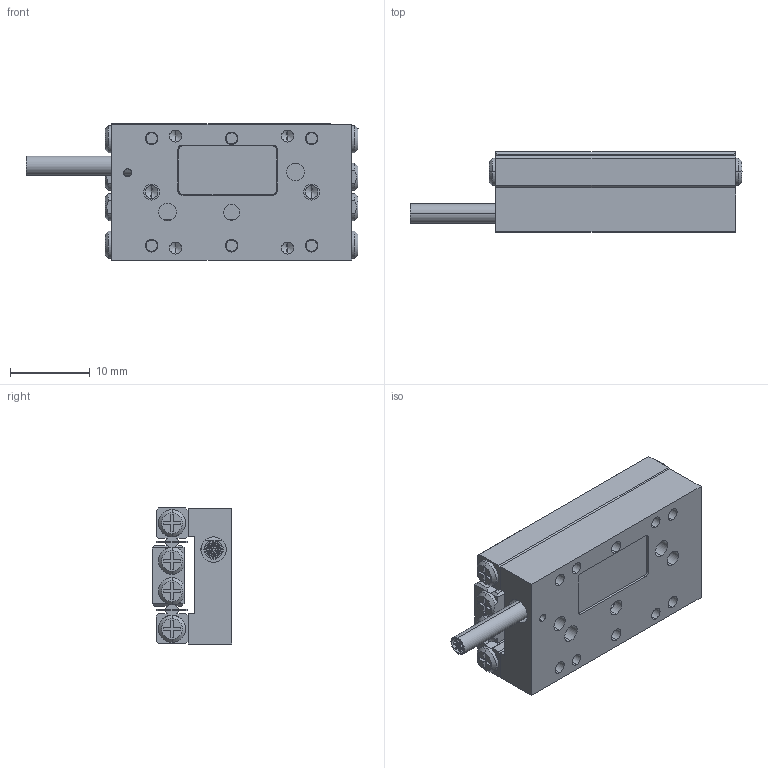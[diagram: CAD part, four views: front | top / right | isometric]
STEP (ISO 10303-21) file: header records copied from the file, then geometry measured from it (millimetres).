
FILE_DESCRIPTION (( 'STEP AP214' ), '1' );
FILE_NAME ('PP-18-12300.STEP', '2022-01-19T01:03:03', ( '' ), ( '' ), 'SwSTEP 2.0', 'SolidWorks 2020', '' );
FILE_SCHEMA (( 'AUTOMOTIVE_DESIGN' ));
Length unit declared in the file: millimetre
Products named in the file (9): PP-18-12300; 130160 Bearing, NB, Slide Way, SVW 1000_SVW 1030-8Z Custom (Rigid at Center); NB Slide Way SVW 1000 Cage_SVW 1030-8Z Custom; NB Slide Way SVW 1000 Rail_SVW 1030; NB Slide Way SVW 1000 Center Way_SVW 1030; PP-18, Base, Master Part_30; SCREW, MS-PPH, M-JCIS_M1.6 x 0.35 x 4mm; PPS-20, Back Cover, Master Part; TFC-421 Silver Braided Cable_L20
Assembly tree (15 placements, depth 3):
  PP-18-12300
    PP-18, Base, Master Part_30
    130160 Bearing, NB, Slide Way, SVW 1000_SVW 1030-8Z Custom (Rigid at Center)
      NB Slide Way SVW 1000 Rail_SVW 1030  x2
      NB Slide Way SVW 1000 Center Way_SVW 1030
      NB Slide Way SVW 1000 Cage_SVW 1030-8Z Custom  x2
    PPS-20, Back Cover, Master Part
    SCREW, MS-PPH, M-JCIS_M1.6 x 0.35 x 4mm  x6
    TFC-421 Silver Braided Cable_L20
Bounding box: 41.5 x 10 x 17 mm (x, y, z)
Volume: 3711.9 mm3; surface area: 5719.3 mm2
Topology: 27 solids, 27 shells, 675 faces, 1703 edges, 1106 vertices
Faces by surface type: plane 418, cylinder 169, cone 40, torus 36, bspline 12
Entity records: 33740 total; most frequent: CARTESIAN_POINT 21773, DIRECTION 2172, ORIENTED_EDGE 2130, EDGE_CURVE 1065, AXIS2_PLACEMENT_3D 741, VERTEX_POINT 717, VECTOR 690, LINE 690
